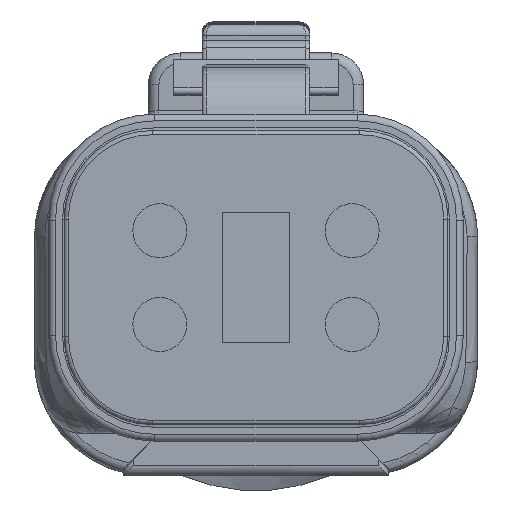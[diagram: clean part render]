
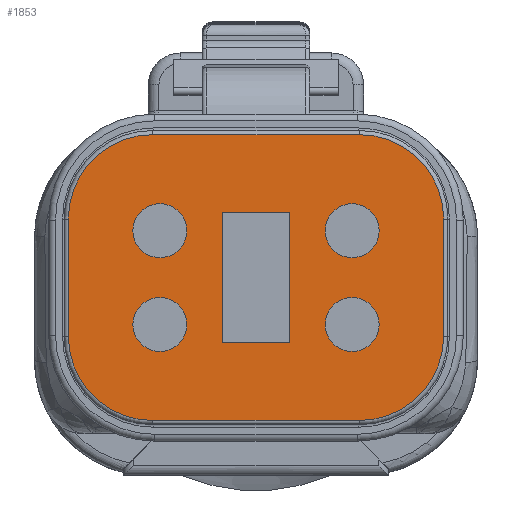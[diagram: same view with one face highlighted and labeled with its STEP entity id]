
A CAD part, front view. The second image highlights one B-rep face of the part: STEP entity #1853.
In plain terms, the highlighted planar face has unit normal (0, -1, 0).
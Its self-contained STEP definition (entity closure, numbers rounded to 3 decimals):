
#522=FACE_BOUND('',#3787,.T.);
#523=FACE_BOUND('',#3788,.T.);
#524=FACE_BOUND('',#3789,.T.);
#525=FACE_BOUND('',#3790,.T.);
#526=FACE_BOUND('',#3791,.T.);
#527=FACE_BOUND('',#3792,.T.);
#1058=PLANE('',#14703);
#1853=ADVANCED_FACE('',(#522,#523,#524,#525,#526,#527),#1058,.F.);
#3787=EDGE_LOOP('',(#9001,#9002,#9003,#9004,#9005,#9006,#9007,#9008));
#3788=EDGE_LOOP('',(#9009,#9010,#9011,#9012));
#3789=EDGE_LOOP('',(#9013));
#3790=EDGE_LOOP('',(#9014));
#3791=EDGE_LOOP('',(#9015));
#3792=EDGE_LOOP('',(#9016));
#4501=LINE('',#30579,#5213);
#4504=LINE('',#30585,#5216);
#4506=LINE('',#30589,#5218);
#4508=LINE('',#30593,#5220);
#4509=LINE('',#30595,#5221);
#4510=LINE('',#30600,#5222);
#4511=LINE('',#30604,#5223);
#4512=LINE('',#30608,#5224);
#5213=VECTOR('',#18439,1.);
#5216=VECTOR('',#18444,1.);
#5218=VECTOR('',#18448,1.);
#5220=VECTOR('',#18452,1.);
#5221=VECTOR('',#18455,1.);
#5222=VECTOR('',#18458,1.);
#5223=VECTOR('',#18461,1.);
#5224=VECTOR('',#18464,1.);
#9001=ORIENTED_EDGE('',*,*,#12238,.T.);
#9002=ORIENTED_EDGE('',*,*,#12239,.T.);
#9003=ORIENTED_EDGE('',*,*,#12240,.T.);
#9004=ORIENTED_EDGE('',*,*,#12241,.T.);
#9005=ORIENTED_EDGE('',*,*,#12242,.T.);
#9006=ORIENTED_EDGE('',*,*,#12243,.T.);
#9007=ORIENTED_EDGE('',*,*,#12244,.T.);
#9008=ORIENTED_EDGE('',*,*,#12245,.T.);
#9009=ORIENTED_EDGE('',*,*,#12237,.F.);
#9010=ORIENTED_EDGE('',*,*,#12235,.F.);
#9011=ORIENTED_EDGE('',*,*,#12233,.F.);
#9012=ORIENTED_EDGE('',*,*,#12230,.F.);
#9013=ORIENTED_EDGE('',*,*,#12229,.F.);
#9014=ORIENTED_EDGE('',*,*,#12228,.F.);
#9015=ORIENTED_EDGE('',*,*,#12227,.F.);
#9016=ORIENTED_EDGE('',*,*,#12226,.F.);
#10307=VERTEX_POINT('',#30568);
#10308=VERTEX_POINT('',#30571);
#10309=VERTEX_POINT('',#30574);
#10310=VERTEX_POINT('',#30577);
#10311=VERTEX_POINT('',#30580);
#10312=VERTEX_POINT('',#30581);
#10313=VERTEX_POINT('',#30586);
#10314=VERTEX_POINT('',#30590);
#10315=VERTEX_POINT('',#30596);
#10316=VERTEX_POINT('',#30597);
#10317=VERTEX_POINT('',#30599);
#10318=VERTEX_POINT('',#30601);
#10319=VERTEX_POINT('',#30603);
#10320=VERTEX_POINT('',#30605);
#10321=VERTEX_POINT('',#30607);
#10322=VERTEX_POINT('',#30609);
#12226=EDGE_CURVE('',#10307,#10307,#13154,.T.);
#12227=EDGE_CURVE('',#10308,#10308,#13155,.T.);
#12228=EDGE_CURVE('',#10309,#10309,#13156,.T.);
#12229=EDGE_CURVE('',#10310,#10310,#13157,.T.);
#12230=EDGE_CURVE('',#10311,#10312,#4501,.T.);
#12233=EDGE_CURVE('',#10312,#10313,#4504,.T.);
#12235=EDGE_CURVE('',#10313,#10314,#4506,.T.);
#12237=EDGE_CURVE('',#10314,#10311,#4508,.T.);
#12238=EDGE_CURVE('',#10315,#10316,#4509,.T.);
#12239=EDGE_CURVE('',#10316,#10317,#13158,.T.);
#12240=EDGE_CURVE('',#10317,#10318,#4510,.T.);
#12241=EDGE_CURVE('',#10318,#10319,#13159,.T.);
#12242=EDGE_CURVE('',#10319,#10320,#4511,.T.);
#12243=EDGE_CURVE('',#10320,#10321,#13160,.T.);
#12244=EDGE_CURVE('',#10321,#10322,#4512,.T.);
#12245=EDGE_CURVE('',#10322,#10315,#13161,.T.);
#13154=CIRCLE('',#14687,1.28);
#13155=CIRCLE('',#14689,1.28);
#13156=CIRCLE('',#14691,1.28);
#13157=CIRCLE('',#14693,1.28);
#13158=CIRCLE('',#14699,4.);
#13159=CIRCLE('',#14700,4.);
#13160=CIRCLE('',#14701,4.);
#13161=CIRCLE('',#14702,4.);
#14687=AXIS2_PLACEMENT_3D('',#30567,#18423,#18424);
#14689=AXIS2_PLACEMENT_3D('',#30570,#18427,#18428);
#14691=AXIS2_PLACEMENT_3D('',#30573,#18431,#18432);
#14693=AXIS2_PLACEMENT_3D('',#30576,#18435,#18436);
#14699=AXIS2_PLACEMENT_3D('',#30598,#18456,#18457);
#14700=AXIS2_PLACEMENT_3D('',#30602,#18459,#18460);
#14701=AXIS2_PLACEMENT_3D('',#30606,#18462,#18463);
#14702=AXIS2_PLACEMENT_3D('',#30610,#18465,#18466);
#14703=AXIS2_PLACEMENT_3D('',#30611,#18467,#18468);
#18423=DIRECTION('',(0.,-1.,0.));
#18424=DIRECTION('',(1.,0.,0.));
#18427=DIRECTION('',(0.,-1.,0.));
#18428=DIRECTION('',(1.,0.,0.));
#18431=DIRECTION('',(0.,-1.,0.));
#18432=DIRECTION('',(1.,0.,0.));
#18435=DIRECTION('',(0.,-1.,0.));
#18436=DIRECTION('',(1.,0.,0.));
#18439=DIRECTION('',(0.,0.,1.));
#18444=DIRECTION('',(-1.,0.,0.));
#18448=DIRECTION('',(0.,0.,-1.));
#18452=DIRECTION('',(1.,0.,0.));
#18455=DIRECTION('',(-1.,0.,0.));
#18456=DIRECTION('',(0.,-1.,0.));
#18457=DIRECTION('',(0.,0.,1.));
#18458=DIRECTION('',(0.,0.,-1.));
#18459=DIRECTION('',(0.,-1.,0.));
#18460=DIRECTION('',(0.,0.,1.));
#18461=DIRECTION('',(1.,0.,0.));
#18462=DIRECTION('',(0.,-1.,0.));
#18463=DIRECTION('',(0.,0.,1.));
#18464=DIRECTION('',(0.,0.,1.));
#18465=DIRECTION('',(0.,-1.,0.));
#18466=DIRECTION('',(0.,0.,1.));
#18467=DIRECTION('',(0.,1.,0.));
#18468=DIRECTION('',(0.,0.,-1.));
#30567=CARTESIAN_POINT('',(4.56,0.,-2.225));
#30568=CARTESIAN_POINT('',(5.84,0.,-2.225));
#30570=CARTESIAN_POINT('',(-4.56,0.,-2.225));
#30571=CARTESIAN_POINT('',(-3.28,0.,-2.225));
#30573=CARTESIAN_POINT('',(-4.56,0.,2.225));
#30574=CARTESIAN_POINT('',(-3.28,0.,2.225));
#30576=CARTESIAN_POINT('',(4.56,0.,2.225));
#30577=CARTESIAN_POINT('',(5.84,0.,2.225));
#30579=CARTESIAN_POINT('',(1.6,0.,-3.1));
#30580=CARTESIAN_POINT('',(1.6,0.,-3.1));
#30581=CARTESIAN_POINT('',(1.6,0.,3.1));
#30585=CARTESIAN_POINT('',(1.6,0.,3.1));
#30586=CARTESIAN_POINT('',(-1.6,0.,3.1));
#30589=CARTESIAN_POINT('',(-1.6,0.,3.1));
#30590=CARTESIAN_POINT('',(-1.6,0.,-3.1));
#30593=CARTESIAN_POINT('',(-1.6,0.,-3.1));
#30595=CARTESIAN_POINT('',(-4.9,0.,6.775));
#30596=CARTESIAN_POINT('',(4.9,0.,6.775));
#30597=CARTESIAN_POINT('',(-4.9,0.,6.775));
#30598=CARTESIAN_POINT('',(-4.9,0.,2.775));
#30599=CARTESIAN_POINT('',(-8.9,0.,2.775));
#30600=CARTESIAN_POINT('',(-8.9,0.,-2.775));
#30601=CARTESIAN_POINT('',(-8.9,0.,-2.775));
#30602=CARTESIAN_POINT('',(-4.9,0.,-2.775));
#30603=CARTESIAN_POINT('',(-4.9,0.,-6.775));
#30604=CARTESIAN_POINT('',(4.9,0.,-6.775));
#30605=CARTESIAN_POINT('',(4.9,0.,-6.775));
#30606=CARTESIAN_POINT('',(4.9,0.,-2.775));
#30607=CARTESIAN_POINT('',(8.9,0.,-2.775));
#30608=CARTESIAN_POINT('',(8.9,0.,2.775));
#30609=CARTESIAN_POINT('',(8.9,0.,2.775));
#30610=CARTESIAN_POINT('',(4.9,0.,2.775));
#30611=CARTESIAN_POINT('',(4.9,0.,2.775));
